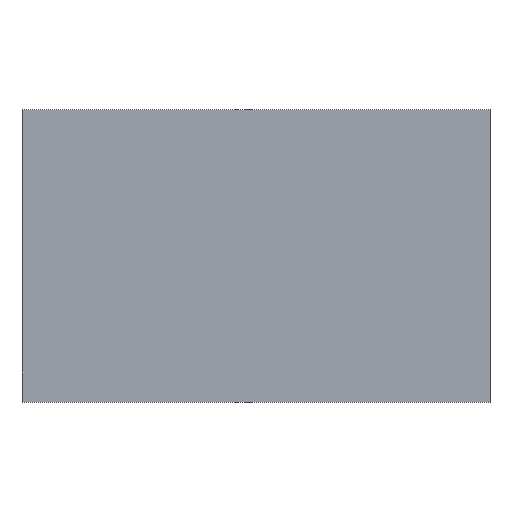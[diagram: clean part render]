
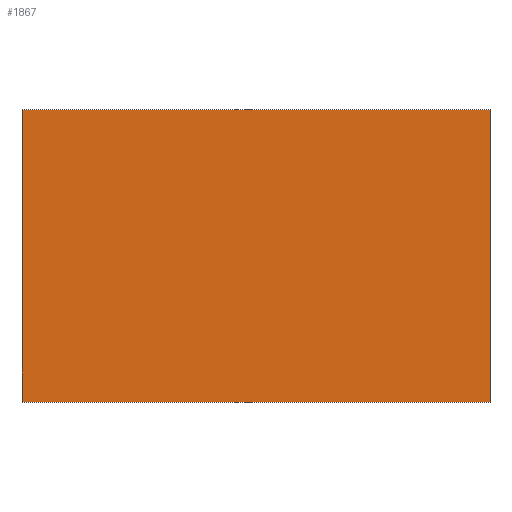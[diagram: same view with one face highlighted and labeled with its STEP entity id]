
A CAD part, top view. The second image highlights one B-rep face of the part: STEP entity #1867.
In plain terms, the highlighted planar face has unit normal (0, 0, 1).
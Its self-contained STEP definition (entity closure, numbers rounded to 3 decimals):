
#72 = PLANE('',#73);
#73 = AXIS2_PLACEMENT_3D('',#74,#75,#76);
#74 = CARTESIAN_POINT('',(-1.,0.625,0.53));
#75 = DIRECTION('',(0.,1.,0.));
#76 = DIRECTION('',(1.,0.,0.));
#185 = PLANE('',#186);
#186 = AXIS2_PLACEMENT_3D('',#187,#188,#189);
#187 = CARTESIAN_POINT('',(-1.,-0.625,0.53));
#188 = DIRECTION('',(-1.,0.,0.));
#189 = DIRECTION('',(0.,1.,0.));
#341 = PLANE('',#342);
#342 = AXIS2_PLACEMENT_3D('',#343,#344,#345);
#343 = CARTESIAN_POINT('',(1.,0.625,0.53));
#344 = DIRECTION('',(1.,0.,0.));
#345 = DIRECTION('',(0.,-1.,0.));
#862 = VERTEX_POINT('',#863);
#863 = CARTESIAN_POINT('',(-1.,0.625,0.98));
#884 = EDGE_CURVE('',#862,#885,#887,.T.);
#885 = VERTEX_POINT('',#886);
#886 = CARTESIAN_POINT('',(1.,0.625,0.98));
#887 = SURFACE_CURVE('',#888,(#892,#899),.PCURVE_S1.);
#888 = LINE('',#889,#890);
#889 = CARTESIAN_POINT('',(-1.,0.625,0.98));
#890 = VECTOR('',#891,1.);
#891 = DIRECTION('',(1.,0.,0.));
#892 = PCURVE('',#72,#893);
#893 = DEFINITIONAL_REPRESENTATION('',(#894),#898);
#894 = LINE('',#895,#896);
#895 = CARTESIAN_POINT('',(0.,-0.45));
#896 = VECTOR('',#897,1.);
#897 = DIRECTION('',(1.,0.));
#898 = ( GEOMETRIC_REPRESENTATION_CONTEXT(2) 
PARAMETRIC_REPRESENTATION_CONTEXT() REPRESENTATION_CONTEXT('2D SPACE',''
  ) );
#899 = PCURVE('',#900,#905);
#900 = PLANE('',#901);
#901 = AXIS2_PLACEMENT_3D('',#902,#903,#904);
#902 = CARTESIAN_POINT('',(0.,0.,0.98));
#903 = DIRECTION('',(-0.,-0.,-1.));
#904 = DIRECTION('',(-1.,0.,0.));
#905 = DEFINITIONAL_REPRESENTATION('',(#906),#910);
#906 = LINE('',#907,#908);
#907 = CARTESIAN_POINT('',(1.,0.625));
#908 = VECTOR('',#909,1.);
#909 = DIRECTION('',(-1.,0.));
#910 = ( GEOMETRIC_REPRESENTATION_CONTEXT(2) 
PARAMETRIC_REPRESENTATION_CONTEXT() REPRESENTATION_CONTEXT('2D SPACE',''
  ) );
#952 = PLANE('',#953);
#953 = AXIS2_PLACEMENT_3D('',#954,#955,#956);
#954 = CARTESIAN_POINT('',(1.,-0.625,0.53));
#955 = DIRECTION('',(0.,-1.,0.));
#956 = DIRECTION('',(-1.,0.,0.));
#1122 = VERTEX_POINT('',#1123);
#1123 = CARTESIAN_POINT('',(-1.,-0.625,0.98));
#1144 = EDGE_CURVE('',#1122,#862,#1145,.T.);
#1145 = SURFACE_CURVE('',#1146,(#1150,#1157),.PCURVE_S1.);
#1146 = LINE('',#1147,#1148);
#1147 = CARTESIAN_POINT('',(-1.,-0.625,0.98));
#1148 = VECTOR('',#1149,1.);
#1149 = DIRECTION('',(0.,1.,0.));
#1150 = PCURVE('',#185,#1151);
#1151 = DEFINITIONAL_REPRESENTATION('',(#1152),#1156);
#1152 = LINE('',#1153,#1154);
#1153 = CARTESIAN_POINT('',(0.,-0.45));
#1154 = VECTOR('',#1155,1.);
#1155 = DIRECTION('',(1.,0.));
#1156 = ( GEOMETRIC_REPRESENTATION_CONTEXT(2) 
PARAMETRIC_REPRESENTATION_CONTEXT() REPRESENTATION_CONTEXT('2D SPACE',''
  ) );
#1157 = PCURVE('',#900,#1158);
#1158 = DEFINITIONAL_REPRESENTATION('',(#1159),#1163);
#1159 = LINE('',#1160,#1161);
#1160 = CARTESIAN_POINT('',(1.,-0.625));
#1161 = VECTOR('',#1162,1.);
#1162 = DIRECTION('',(0.,1.));
#1163 = ( GEOMETRIC_REPRESENTATION_CONTEXT(2) 
PARAMETRIC_REPRESENTATION_CONTEXT() REPRESENTATION_CONTEXT('2D SPACE',''
  ) );
#1323 = EDGE_CURVE('',#885,#1324,#1326,.T.);
#1324 = VERTEX_POINT('',#1325);
#1325 = CARTESIAN_POINT('',(1.,-0.625,0.98));
#1326 = SURFACE_CURVE('',#1327,(#1331,#1338),.PCURVE_S1.);
#1327 = LINE('',#1328,#1329);
#1328 = CARTESIAN_POINT('',(1.,0.625,0.98));
#1329 = VECTOR('',#1330,1.);
#1330 = DIRECTION('',(0.,-1.,0.));
#1331 = PCURVE('',#341,#1332);
#1332 = DEFINITIONAL_REPRESENTATION('',(#1333),#1337);
#1333 = LINE('',#1334,#1335);
#1334 = CARTESIAN_POINT('',(0.,-0.45));
#1335 = VECTOR('',#1336,1.);
#1336 = DIRECTION('',(1.,0.));
#1337 = ( GEOMETRIC_REPRESENTATION_CONTEXT(2) 
PARAMETRIC_REPRESENTATION_CONTEXT() REPRESENTATION_CONTEXT('2D SPACE',''
  ) );
#1338 = PCURVE('',#900,#1339);
#1339 = DEFINITIONAL_REPRESENTATION('',(#1340),#1344);
#1340 = LINE('',#1341,#1342);
#1341 = CARTESIAN_POINT('',(-1.,0.625));
#1342 = VECTOR('',#1343,1.);
#1343 = DIRECTION('',(0.,-1.));
#1344 = ( GEOMETRIC_REPRESENTATION_CONTEXT(2) 
PARAMETRIC_REPRESENTATION_CONTEXT() REPRESENTATION_CONTEXT('2D SPACE',''
  ) );
#1867 = ADVANCED_FACE('',(#1868),#900,.F.);
#1868 = FACE_BOUND('',#1869,.F.);
#1869 = EDGE_LOOP('',(#1870,#1871,#1872,#1893));
#1870 = ORIENTED_EDGE('',*,*,#884,.T.);
#1871 = ORIENTED_EDGE('',*,*,#1323,.T.);
#1872 = ORIENTED_EDGE('',*,*,#1873,.T.);
#1873 = EDGE_CURVE('',#1324,#1122,#1874,.T.);
#1874 = SURFACE_CURVE('',#1875,(#1879,#1886),.PCURVE_S1.);
#1875 = LINE('',#1876,#1877);
#1876 = CARTESIAN_POINT('',(1.,-0.625,0.98));
#1877 = VECTOR('',#1878,1.);
#1878 = DIRECTION('',(-1.,0.,0.));
#1879 = PCURVE('',#900,#1880);
#1880 = DEFINITIONAL_REPRESENTATION('',(#1881),#1885);
#1881 = LINE('',#1882,#1883);
#1882 = CARTESIAN_POINT('',(-1.,-0.625));
#1883 = VECTOR('',#1884,1.);
#1884 = DIRECTION('',(1.,0.));
#1885 = ( GEOMETRIC_REPRESENTATION_CONTEXT(2) 
PARAMETRIC_REPRESENTATION_CONTEXT() REPRESENTATION_CONTEXT('2D SPACE',''
  ) );
#1886 = PCURVE('',#952,#1887);
#1887 = DEFINITIONAL_REPRESENTATION('',(#1888),#1892);
#1888 = LINE('',#1889,#1890);
#1889 = CARTESIAN_POINT('',(0.,-0.45));
#1890 = VECTOR('',#1891,1.);
#1891 = DIRECTION('',(1.,0.));
#1892 = ( GEOMETRIC_REPRESENTATION_CONTEXT(2) 
PARAMETRIC_REPRESENTATION_CONTEXT() REPRESENTATION_CONTEXT('2D SPACE',''
  ) );
#1893 = ORIENTED_EDGE('',*,*,#1144,.T.);
